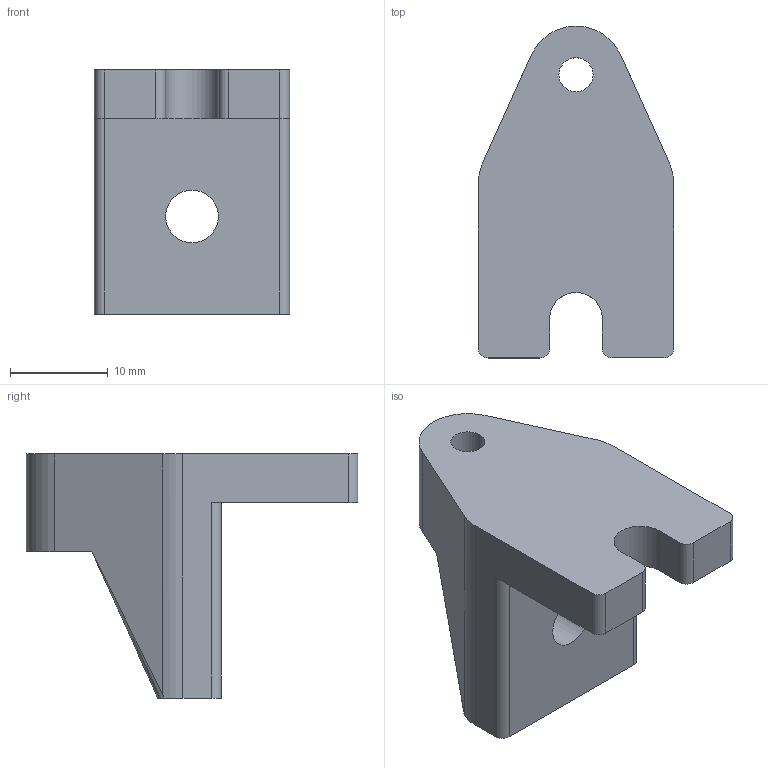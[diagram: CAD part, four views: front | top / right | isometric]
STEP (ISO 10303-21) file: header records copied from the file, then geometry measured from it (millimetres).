
FILE_DESCRIPTION(/* description */ ('STEP AP214'),/* implementation_level */ '2;1');
FILE_NAME(/* name */ '604549df6222dc1581ee60a3',/* time_stamp */ '2021-03-07T21:47:12+00:00',/* author */ (''),/* organization */ (''),/* preprocessor_version */ 'ST-DEVELOPER v18.1',/* originating_system */ ' ',/* authorisation */ ' ');
FILE_SCHEMA (('AUTOMOTIVE_DESIGN {1 0 10303 214 3 1 1}'));
Length unit declared in the file: metre
Products named in the file (1): heatbed_bracket
Bounding box: 20 x 34 x 25 mm (x, y, z)
Volume: 5857.5 mm3; surface area: 3063.1 mm2
Topology: 1 solids, 1 shells, 47 faces, 127 edges, 79 vertices
Faces by surface type: plane 25, cylinder 18, bspline 4
Full cylindrical faces by diameter (mm): 3.5 x1, 5.4 x1
Entity records: 1551 total; most frequent: CARTESIAN_POINT 383, ORIENTED_EDGE 240, DIRECTION 224, EDGE_CURVE 120, VERTEX_POINT 78, LINE 76, VECTOR 76, AXIS2_PLACEMENT_3D 74
